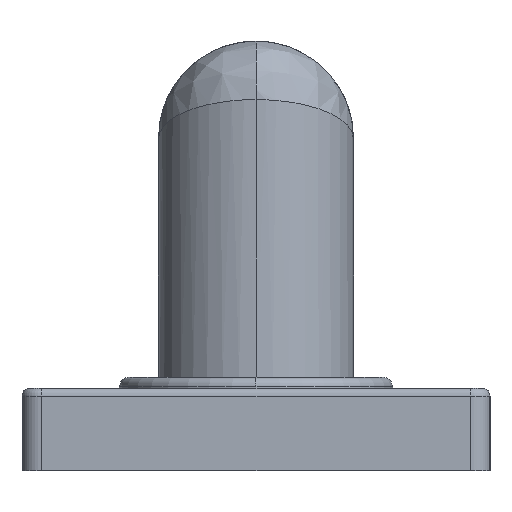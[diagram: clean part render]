
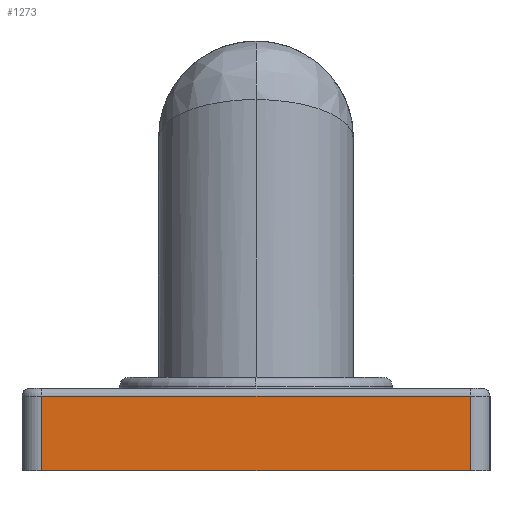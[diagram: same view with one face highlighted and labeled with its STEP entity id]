
A CAD part, left-side view. The second image highlights one B-rep face of the part: STEP entity #1273.
In plain terms, the highlighted planar face has unit normal (-1, 0, 0).
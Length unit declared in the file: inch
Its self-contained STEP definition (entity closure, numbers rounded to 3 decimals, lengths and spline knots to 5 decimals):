
#100=DIRECTION('',(0.,-1.,0.));
#101=VECTOR('',#100,2.75);
#102=CARTESIAN_POINT('',(-1.5,1.375,0.));
#103=LINE('',#102,#101);
#104=DIRECTION('',(0.,0.,-1.));
#105=VECTOR('',#104,0.48);
#106=CARTESIAN_POINT('',(-1.5,1.375,0.48));
#107=LINE('',#106,#105);
#108=DIRECTION('',(0.,-1.,0.));
#109=VECTOR('',#108,2.75);
#110=CARTESIAN_POINT('',(-1.5,1.375,0.48));
#111=LINE('',#110,#109);
#112=DIRECTION('',(0.,0.,-1.));
#113=VECTOR('',#112,0.48);
#114=CARTESIAN_POINT('',(-1.5,-1.375,0.48));
#115=LINE('',#114,#113);
#1006=CARTESIAN_POINT('',(-1.5,1.375,0.48));
#1007=VERTEX_POINT('',#1006);
#1008=CARTESIAN_POINT('',(-1.5,-1.375,0.48));
#1009=VERTEX_POINT('',#1008);
#1011=CARTESIAN_POINT('',(-1.5,-1.375,0.));
#1013=VERTEX_POINT('',#1011);
#1024=CARTESIAN_POINT('',(-1.5,1.375,0.));
#1025=VERTEX_POINT('',#1024);
#1259=CARTESIAN_POINT('',(-1.5,1.5,0.));
#1260=DIRECTION('',(-1.,0.,0.));
#1261=DIRECTION('',(0.,-1.,0.));
#1262=AXIS2_PLACEMENT_3D('',#1259,#1260,#1261);
#1263=PLANE('',#1262);
#1265=ORIENTED_EDGE('',*,*,#1264,.F.);
#1267=ORIENTED_EDGE('',*,*,#1266,.F.);
#1268=ORIENTED_EDGE('',*,*,#1253,.T.);
#1270=ORIENTED_EDGE('',*,*,#1269,.T.);
#1271=EDGE_LOOP('',(#1265,#1267,#1268,#1270));
#1272=FACE_OUTER_BOUND('',#1271,.F.);
#1273=ADVANCED_FACE('',(#1272),#1263,.T.);
#1253=EDGE_CURVE('',#1007,#1009,#111,.T.);
#1264=EDGE_CURVE('',#1025,#1013,#103,.T.);
#1266=EDGE_CURVE('',#1007,#1025,#107,.T.);
#1269=EDGE_CURVE('',#1009,#1013,#115,.T.);
